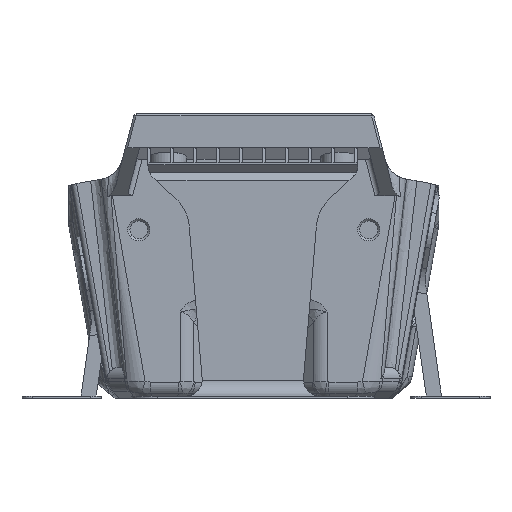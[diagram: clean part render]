
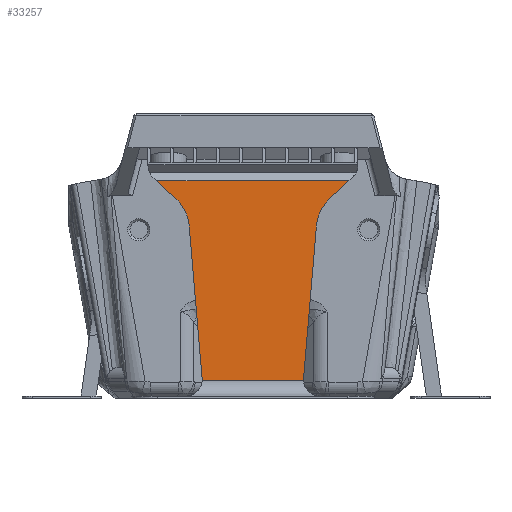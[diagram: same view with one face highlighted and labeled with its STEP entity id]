
A CAD part, front view. The second image highlights one B-rep face of the part: STEP entity #33257.
In plain terms, the highlighted planar face has unit normal (0, -1, 0).
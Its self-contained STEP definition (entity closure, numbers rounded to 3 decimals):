
#2046=CIRCLE('',#35387,3.);
#2047=CIRCLE('',#35388,3.);
#2048=CIRCLE('',#35389,8.);
#2049=CIRCLE('',#35390,8.);
#3375=ORIENTED_EDGE('',*,*,#13515,.T.);
#3376=ORIENTED_EDGE('',*,*,#13516,.T.);
#3377=ORIENTED_EDGE('',*,*,#13517,.T.);
#3378=ORIENTED_EDGE('',*,*,#13513,.F.);
#3379=ORIENTED_EDGE('',*,*,#13518,.T.);
#3380=ORIENTED_EDGE('',*,*,#13519,.T.);
#3381=ORIENTED_EDGE('',*,*,#13520,.F.);
#3382=ORIENTED_EDGE('',*,*,#13521,.F.);
#3383=ORIENTED_EDGE('',*,*,#13522,.T.);
#3384=ORIENTED_EDGE('',*,*,#13523,.T.);
#13513=EDGE_CURVE('',#18614,#18615,#21989,.T.);
#13515=EDGE_CURVE('',#18616,#18617,#2046,.T.);
#13516=EDGE_CURVE('',#18617,#18618,#21991,.F.);
#13517=EDGE_CURVE('',#18618,#18615,#2047,.T.);
#13518=EDGE_CURVE('',#18614,#18619,#2048,.T.);
#13519=EDGE_CURVE('',#18619,#18620,#21992,.T.);
#13520=EDGE_CURVE('',#18621,#18620,#21993,.T.);
#13521=EDGE_CURVE('',#18622,#18621,#21994,.T.);
#13522=EDGE_CURVE('',#18622,#18623,#2049,.T.);
#13523=EDGE_CURVE('',#18623,#18616,#21995,.T.);
#18614=VERTEX_POINT('',#47636);
#18615=VERTEX_POINT('',#47638);
#18616=VERTEX_POINT('',#47642);
#18617=VERTEX_POINT('',#47643);
#18618=VERTEX_POINT('',#47645);
#18619=VERTEX_POINT('',#47648);
#18620=VERTEX_POINT('',#47650);
#18621=VERTEX_POINT('',#47652);
#18622=VERTEX_POINT('',#47654);
#18623=VERTEX_POINT('',#47656);
#21989=LINE('',#47637,#25052);
#21991=LINE('',#47644,#25054);
#21992=LINE('',#47649,#25055);
#21993=LINE('',#47651,#25056);
#21994=LINE('',#47653,#25057);
#21995=LINE('',#47657,#25058);
#25052=VECTOR('',#38573,1000.);
#25054=VECTOR('',#38579,1000.);
#25055=VECTOR('',#38584,1000.);
#25056=VECTOR('',#38585,1000.);
#25057=VECTOR('',#38586,1000.);
#25058=VECTOR('',#38589,1000.);
#28014=EDGE_LOOP('',(#3375,#3376,#3377,#3378,#3379,#3380,#3381,#3382,#3383,
#3384));
#30087=FACE_BOUND('',#28014,.T.);
#32148=PLANE('',#35386);
#33257=ADVANCED_FACE('',(#30087),#32148,.F.);
#35386=AXIS2_PLACEMENT_3D('',#47640,#38575,#38576);
#35387=AXIS2_PLACEMENT_3D('',#47641,#38577,#38578);
#35388=AXIS2_PLACEMENT_3D('',#47646,#38580,#38581);
#35389=AXIS2_PLACEMENT_3D('',#47647,#38582,#38583);
#35390=AXIS2_PLACEMENT_3D('',#47655,#38587,#38588);
#38573=DIRECTION('',(-0.084,0.,-0.996));
#38575=DIRECTION('',(0.,1.,0.));
#38576=DIRECTION('',(0.,0.,1.));
#38577=DIRECTION('',(0.,1.,0.));
#38578=DIRECTION('',(0.,0.,1.));
#38579=DIRECTION('',(-1.,0.,0.));
#38580=DIRECTION('',(0.,1.,0.));
#38581=DIRECTION('',(0.,0.,1.));
#38582=DIRECTION('',(0.,1.,0.));
#38583=DIRECTION('',(0.,0.,1.));
#38584=DIRECTION('',(0.731,0.,0.682));
#38585=DIRECTION('',(1.,0.,0.));
#38586=DIRECTION('',(-0.731,0.,0.682));
#38587=DIRECTION('',(0.,1.,0.));
#38588=DIRECTION('',(0.,0.,1.));
#38589=DIRECTION('',(0.084,0.,-0.996));
#47636=CARTESIAN_POINT('',(11.856,-32.314,32.579));
#47637=CARTESIAN_POINT('',(36.482,-32.314,324.724));
#47638=CARTESIAN_POINT('',(9.418,-32.314,3.652));
#47640=CARTESIAN_POINT('',(0.,-32.314,327.8));
#47641=CARTESIAN_POINT('',(-12.767,-32.314,3.4));
#47642=CARTESIAN_POINT('',(-9.777,-32.314,3.652));
#47643=CARTESIAN_POINT('',(-9.767,-32.314,3.4));
#47644=CARTESIAN_POINT('',(9.143,-32.314,3.4));
#47645=CARTESIAN_POINT('',(9.407,-32.314,3.4));
#47646=CARTESIAN_POINT('',(12.407,-32.314,3.4));
#47647=CARTESIAN_POINT('',(19.828,-32.314,31.907));
#47648=CARTESIAN_POINT('',(14.372,-32.314,37.757));
#47649=CARTESIAN_POINT('',(16.736,-32.314,39.963));
#47650=CARTESIAN_POINT('',(17.982,-32.314,41.124));
#47651=CARTESIAN_POINT('',(-65.369,-32.314,41.124));
#47652=CARTESIAN_POINT('',(-18.341,-32.314,41.124));
#47653=CARTESIAN_POINT('',(-17.096,-32.314,39.963));
#47654=CARTESIAN_POINT('',(-14.731,-32.314,37.757));
#47655=CARTESIAN_POINT('',(-20.187,-32.314,31.907));
#47656=CARTESIAN_POINT('',(-12.216,-32.314,32.579));
#47657=CARTESIAN_POINT('',(-36.839,-32.314,324.694));
